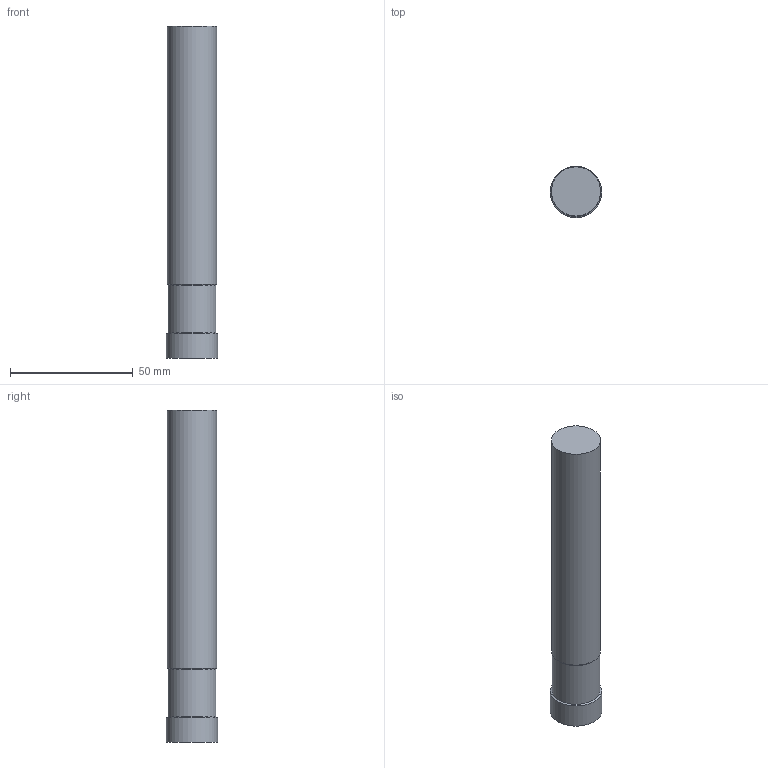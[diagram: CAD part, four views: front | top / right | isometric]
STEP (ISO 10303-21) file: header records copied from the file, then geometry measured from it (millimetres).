
FILE_DESCRIPTION((''),'1');
FILE_NAME('ST20-FCR21083-135.stp','2013-09-25T23:57:01',(''),(''),'Spatial Interop R18','Kubotek KeyCreator V8.5.1 (14335)',' ');
FILE_SCHEMA(('CONFIG_CONTROL_DESIGN'));
Length unit declared in the file: millimetre
Products named in the file (1): 1
Bounding box: 21 x 21 x 135 mm (x, y, z)
Volume: 42435 mm3; surface area: 9179.5 mm2
Topology: 1 solids, 1 shells, 7 faces, 11 edges, 6 vertices
Faces by surface type: cylinder 3, plane 2, cone 2
Full cylindrical faces by diameter (mm): 19.5 x1, 20 x1, 21 x1
Entity records: 178 total; most frequent: DIRECTION 28, CARTESIAN_POINT 20, AXIS2_PLACEMENT_3D 14, EDGE_LOOP 12, ORIENTED_EDGE 12, FACE_BOUND 10, ADVANCED_FACE 7, EDGE_CURVE 6
